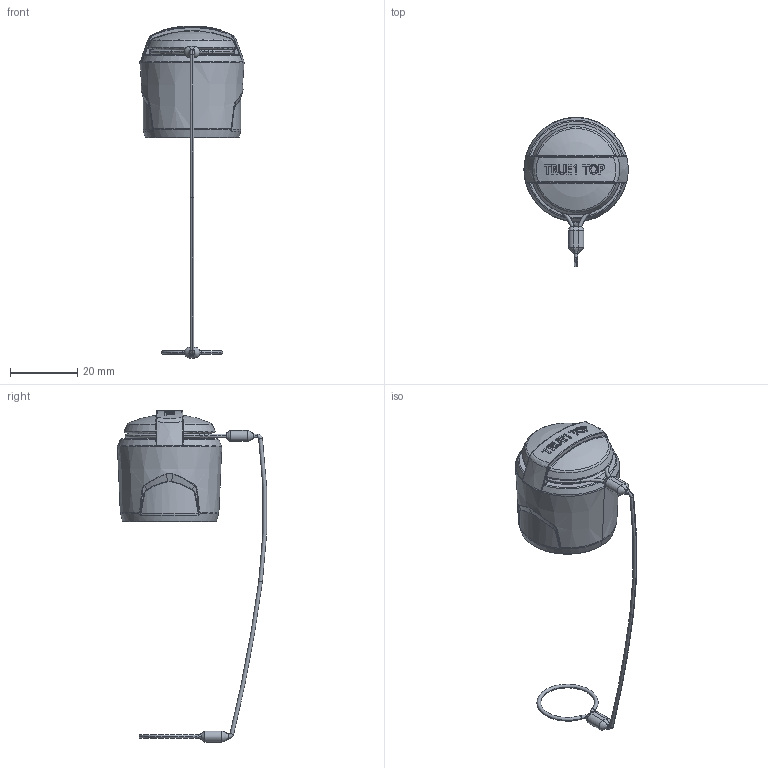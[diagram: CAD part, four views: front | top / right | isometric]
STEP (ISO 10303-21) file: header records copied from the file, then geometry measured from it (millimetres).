
FILE_DESCRIPTION((''),'2;1');
FILE_NAME('30010605','2023-06-06T14:35:38',('SYSTEM'),(''),'CREO PARAMETRIC BY PTC INC, 2021184','CREO PARAMETRIC BY PTC INC, 2021184','');
FILE_SCHEMA(('CONFIG_CONTROL_DESIGN'));
Length unit declared in the file: millimetre
Products named in the file (1): 30010605
Bounding box: 30.94 x 44.27 x 98.53 mm (x, y, z)
Volume: 14161.8 mm3; surface area: 8614.6 mm2
Topology: 1 solids, 1 shells, 436 faces, 1071 edges, 648 vertices
Faces by surface type: bspline 150, plane 107, cylinder 64, torus 61, cone 22, extrusion 22, sphere 10
Entity records: 20845 total; most frequent: CARTESIAN_POINT 11602, ORIENTED_EDGE 2142, DIRECTION 1619, EDGE_CURVE 1071, AXIS2_PLACEMENT_3D 661, VERTEX_POINT 648, EDGE_LOOP 457, FACE_OUTER_BOUND 436
